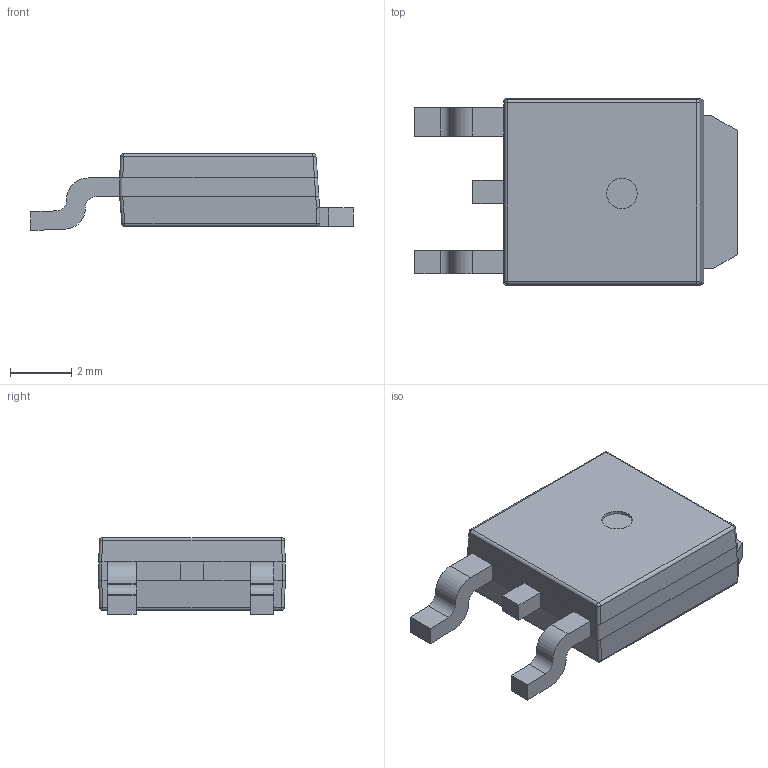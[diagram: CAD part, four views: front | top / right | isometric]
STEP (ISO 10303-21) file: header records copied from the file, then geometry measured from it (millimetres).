
FILE_DESCRIPTION(/* description */ (''),/* implementation_level */ '2;1');
FILE_NAME(/* name */ 'DPAK.step',/* time_stamp */ '2019-12-31T13:19:05+00:00',/* author */ (''),/* organization */ (''),/* preprocessor_version */ 'ST-DEVELOPER v18',/* originating_system */ 'Autodesk Translation Framework v8.12.0.6',/* authorisation */ '');
FILE_SCHEMA (('AUTOMOTIVE_DESIGN { 1 0 10303 214 3 1 1 }'));
Length unit declared in the file: millimetre
Products named in the file (1): ON Semiconductor - DPAK
Bounding box: 10.52 x 6.09 x 2.51 mm (x, y, z)
Volume: 100.4 mm3; surface area: 169.8 mm2
Topology: 1 solids, 1 shells, 88 faces, 219 edges, 134 vertices
Faces by surface type: plane 48, cylinder 32, sphere 8
Full cylindrical faces by diameter (mm): 1 x1
Entity records: 2673 total; most frequent: CARTESIAN_POINT 464, DIRECTION 452, ORIENTED_EDGE 438, EDGE_CURVE 219, LINE 160, VECTOR 160, AXIS2_PLACEMENT_3D 146, VERTEX_POINT 134
